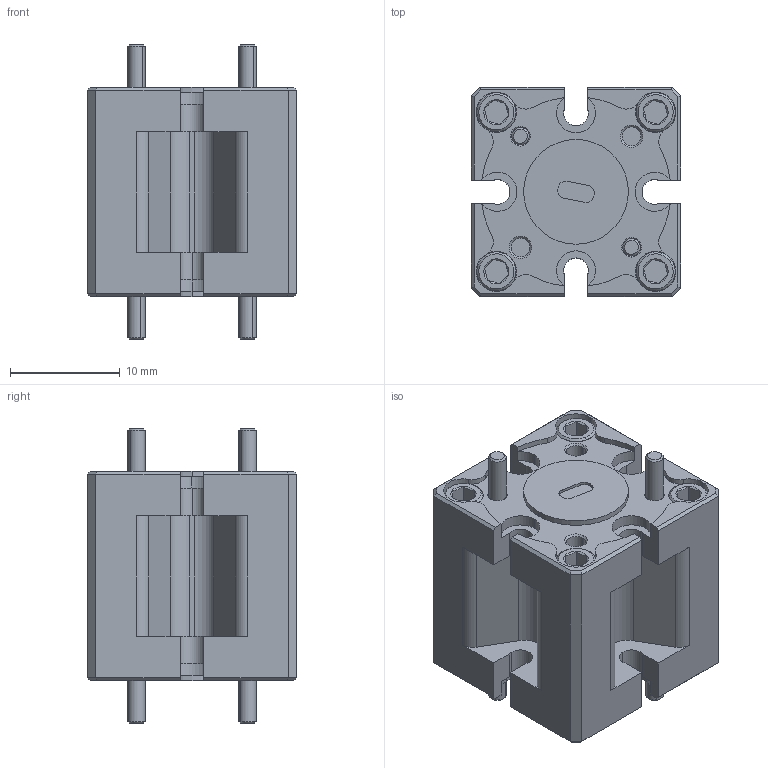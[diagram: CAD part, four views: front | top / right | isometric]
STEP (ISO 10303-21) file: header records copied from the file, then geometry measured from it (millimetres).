
FILE_DESCRIPTION (( 'STEP AP203' ), '1' );
FILE_NAME ('TF-SE-A-9M-0.75 DEFEATURED.STEP', '2023-01-17T22:56:04', ( '' ), ( '' ), 'SwSTEP 2.0', 'SolidWorks 2021', '' );
FILE_SCHEMA (( 'CONFIG_CONTROL_DESIGN' ));
Length unit declared in the file: inch
Products named in the file (1): TF-SE-A-9M-0.75 DEFEATURED
Bounding box: 19.05 x 19.05 x 26.82 mm (x, y, z)
Volume: 5134.3 mm3; surface area: 3544.3 mm2
Topology: 5 solids, 5 shells, 468 faces, 1114 edges, 684 vertices
Faces by surface type: plane 190, cylinder 158, cone 120
Entity records: 13713 total; most frequent: CARTESIAN_POINT 2579, DIRECTION 2448, ORIENTED_EDGE 2228, EDGE_CURVE 1114, AXIS2_PLACEMENT_3D 921, VERTEX_POINT 684, LINE 606, VECTOR 606
